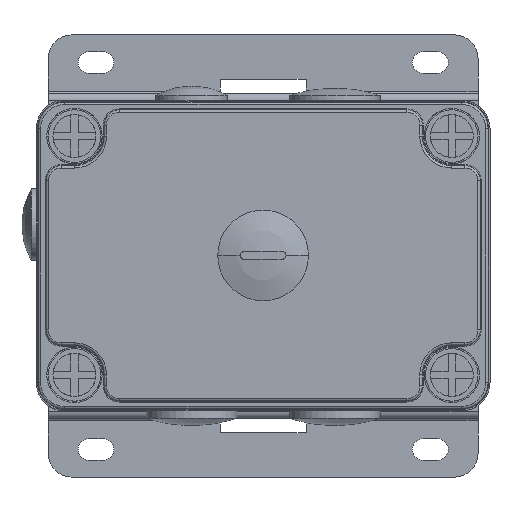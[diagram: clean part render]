
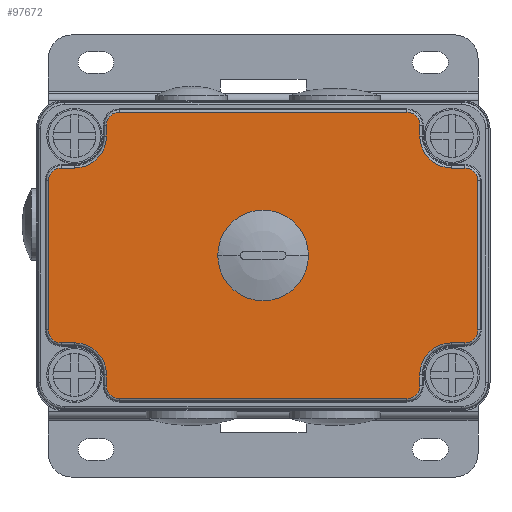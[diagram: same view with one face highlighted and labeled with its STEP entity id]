
A CAD part, top view. The second image highlights one B-rep face of the part: STEP entity #97672.
In plain terms, the highlighted face is planar.
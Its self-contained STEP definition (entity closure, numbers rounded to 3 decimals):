
#95383=CARTESIAN_POINT('',(0.,0.,0.));
#95384=DIRECTION('',(0.,0.,-1.));
#95385=DIRECTION('',(1.,0.,0.));
#95386=AXIS2_PLACEMENT_3D('',#95383,#95384,#95385);
#95388=CARTESIAN_POINT('',(0.,0.,0.));
#95389=DIRECTION('',(0.,0.,-1.));
#95390=DIRECTION('',(-1.,0.,0.));
#95391=AXIS2_PLACEMENT_3D('',#95388,#95389,#95390);
#95393=CARTESIAN_POINT('',(-42.257,15.601,0.));
#95394=DIRECTION('',(0.,0.,-1.));
#95395=DIRECTION('',(-1.,0.,0.));
#95396=AXIS2_PLACEMENT_3D('',#95393,#95394,#95395);
#95398=DIRECTION('',(0.,1.,0.));
#95399=VECTOR('',#95398,31.201);
#95400=CARTESIAN_POINT('',(-44.959,-15.601,0.));
#95401=LINE('',#95400,#95399);
#95402=CARTESIAN_POINT('',(-42.257,-15.601,0.));
#95403=DIRECTION('',(0.,0.,-1.));
#95404=DIRECTION('',(0.,-1.,0.));
#95405=AXIS2_PLACEMENT_3D('',#95402,#95403,#95404);
#95407=DIRECTION('',(-1.,0.,0.));
#95408=VECTOR('',#95407,2.757);
#95409=CARTESIAN_POINT('',(-39.5,-18.302,0.));
#95410=LINE('',#95409,#95408);
#95411=CARTESIAN_POINT('',(-39.5,-25.,0.));
#95412=DIRECTION('',(0.,0.,1.));
#95413=DIRECTION('',(1.,0.,0.));
#95414=AXIS2_PLACEMENT_3D('',#95411,#95412,#95413);
#95416=DIRECTION('',(0.,1.,0.));
#95417=VECTOR('',#95416,2.282);
#95418=CARTESIAN_POINT('',(-32.802,-27.282,0.));
#95419=LINE('',#95418,#95417);
#95420=CARTESIAN_POINT('',(-30.101,-27.282,0.));
#95421=DIRECTION('',(0.,0.,-1.));
#95422=DIRECTION('',(0.,-1.,0.));
#95423=AXIS2_PLACEMENT_3D('',#95420,#95421,#95422);
#95425=DIRECTION('',(-1.,0.,0.));
#95426=VECTOR('',#95425,60.201);
#95427=CARTESIAN_POINT('',(30.101,-29.984,0.));
#95428=LINE('',#95427,#95426);
#95429=CARTESIAN_POINT('',(30.101,-27.282,0.));
#95430=DIRECTION('',(0.,0.,-1.));
#95431=DIRECTION('',(1.,0.,0.));
#95432=AXIS2_PLACEMENT_3D('',#95429,#95430,#95431);
#95434=DIRECTION('',(0.,-1.,0.));
#95435=VECTOR('',#95434,2.282);
#95436=CARTESIAN_POINT('',(32.802,-25.,0.));
#95437=LINE('',#95436,#95435);
#95438=CARTESIAN_POINT('',(39.5,-25.,0.));
#95439=DIRECTION('',(0.,0.,1.));
#95440=DIRECTION('',(0.,1.,0.));
#95441=AXIS2_PLACEMENT_3D('',#95438,#95439,#95440);
#95443=DIRECTION('',(-1.,0.,0.));
#95444=VECTOR('',#95443,2.757);
#95445=CARTESIAN_POINT('',(42.257,-18.302,0.));
#95446=LINE('',#95445,#95444);
#95447=CARTESIAN_POINT('',(42.257,-15.601,0.));
#95448=DIRECTION('',(0.,0.,-1.));
#95449=DIRECTION('',(1.,0.,0.));
#95450=AXIS2_PLACEMENT_3D('',#95447,#95448,#95449);
#95452=DIRECTION('',(0.,-1.,0.));
#95453=VECTOR('',#95452,31.201);
#95454=CARTESIAN_POINT('',(44.959,15.601,0.));
#95455=LINE('',#95454,#95453);
#95456=CARTESIAN_POINT('',(42.257,15.601,0.));
#95457=DIRECTION('',(0.,0.,-1.));
#95458=DIRECTION('',(0.,1.,0.));
#95459=AXIS2_PLACEMENT_3D('',#95456,#95457,#95458);
#95461=DIRECTION('',(1.,0.,0.));
#95462=VECTOR('',#95461,2.757);
#95463=CARTESIAN_POINT('',(39.5,18.302,0.));
#95464=LINE('',#95463,#95462);
#95465=CARTESIAN_POINT('',(39.5,25.,0.));
#95466=DIRECTION('',(0.,0.,1.));
#95467=DIRECTION('',(-1.,0.,0.));
#95468=AXIS2_PLACEMENT_3D('',#95465,#95466,#95467);
#95470=DIRECTION('',(0.,-1.,0.));
#95471=VECTOR('',#95470,2.282);
#95472=CARTESIAN_POINT('',(32.802,27.282,0.));
#95473=LINE('',#95472,#95471);
#95474=CARTESIAN_POINT('',(30.101,27.282,0.));
#95475=DIRECTION('',(0.,0.,-1.));
#95476=DIRECTION('',(0.,1.,0.));
#95477=AXIS2_PLACEMENT_3D('',#95474,#95475,#95476);
#95479=DIRECTION('',(1.,0.,0.));
#95480=VECTOR('',#95479,60.201);
#95481=CARTESIAN_POINT('',(-30.101,29.984,0.));
#95482=LINE('',#95481,#95480);
#95483=CARTESIAN_POINT('',(-30.101,27.282,0.));
#95484=DIRECTION('',(0.,0.,-1.));
#95485=DIRECTION('',(-1.,0.,0.));
#95486=AXIS2_PLACEMENT_3D('',#95483,#95484,#95485);
#95488=DIRECTION('',(0.,1.,0.));
#95489=VECTOR('',#95488,2.282);
#95490=CARTESIAN_POINT('',(-32.802,25.,0.));
#95491=LINE('',#95490,#95489);
#95492=CARTESIAN_POINT('',(-39.5,25.,0.));
#95493=DIRECTION('',(0.,0.,1.));
#95494=DIRECTION('',(0.,-1.,0.));
#95495=AXIS2_PLACEMENT_3D('',#95492,#95493,#95494);
#95497=DIRECTION('',(1.,0.,0.));
#95498=VECTOR('',#95497,2.757);
#95499=CARTESIAN_POINT('',(-42.257,18.302,0.));
#95500=LINE('',#95499,#95498);
#97318=CARTESIAN_POINT('',(8.1,0.,0.));
#97319=CARTESIAN_POINT('',(-8.1,0.,0.));
#97320=VERTEX_POINT('',#97318);
#97321=VERTEX_POINT('',#97319);
#97470=CARTESIAN_POINT('',(-44.959,15.601,0.));
#97471=CARTESIAN_POINT('',(-42.257,18.302,0.));
#97472=VERTEX_POINT('',#97470);
#97473=VERTEX_POINT('',#97471);
#97478=CARTESIAN_POINT('',(-39.5,18.302,0.));
#97479=VERTEX_POINT('',#97478);
#97482=CARTESIAN_POINT('',(-32.802,25.,0.));
#97483=VERTEX_POINT('',#97482);
#97486=CARTESIAN_POINT('',(-32.802,27.282,0.));
#97487=VERTEX_POINT('',#97486);
#97490=CARTESIAN_POINT('',(-30.101,29.984,0.));
#97491=VERTEX_POINT('',#97490);
#97494=CARTESIAN_POINT('',(30.101,29.984,0.));
#97495=VERTEX_POINT('',#97494);
#97498=CARTESIAN_POINT('',(32.802,27.282,0.));
#97499=VERTEX_POINT('',#97498);
#97502=CARTESIAN_POINT('',(32.802,25.,0.));
#97503=VERTEX_POINT('',#97502);
#97506=CARTESIAN_POINT('',(39.5,18.302,0.));
#97507=VERTEX_POINT('',#97506);
#97510=CARTESIAN_POINT('',(42.257,18.302,0.));
#97511=VERTEX_POINT('',#97510);
#97514=CARTESIAN_POINT('',(44.959,15.601,0.));
#97515=VERTEX_POINT('',#97514);
#97518=CARTESIAN_POINT('',(44.959,-15.601,0.));
#97519=VERTEX_POINT('',#97518);
#97522=CARTESIAN_POINT('',(42.257,-18.302,0.));
#97523=VERTEX_POINT('',#97522);
#97526=CARTESIAN_POINT('',(39.5,-18.302,0.));
#97527=VERTEX_POINT('',#97526);
#97530=CARTESIAN_POINT('',(32.802,-25.,0.));
#97531=VERTEX_POINT('',#97530);
#97534=CARTESIAN_POINT('',(32.802,-27.282,0.));
#97535=VERTEX_POINT('',#97534);
#97538=CARTESIAN_POINT('',(30.101,-29.984,0.));
#97539=VERTEX_POINT('',#97538);
#97542=CARTESIAN_POINT('',(-30.101,-29.984,0.));
#97543=VERTEX_POINT('',#97542);
#97546=CARTESIAN_POINT('',(-32.802,-27.282,0.));
#97547=VERTEX_POINT('',#97546);
#97550=CARTESIAN_POINT('',(-32.802,-25.,0.));
#97551=VERTEX_POINT('',#97550);
#97554=CARTESIAN_POINT('',(-39.5,-18.302,0.));
#97555=VERTEX_POINT('',#97554);
#97558=CARTESIAN_POINT('',(-42.257,-18.302,0.));
#97559=VERTEX_POINT('',#97558);
#97562=CARTESIAN_POINT('',(-44.959,-15.601,0.));
#97563=VERTEX_POINT('',#97562);
#97612=CARTESIAN_POINT('',(0.,0.,0.));
#97613=DIRECTION('',(0.,0.,1.));
#97614=DIRECTION('',(0.,-1.,0.));
#97615=AXIS2_PLACEMENT_3D('',#97612,#97613,#97614);
#97616=PLANE('',#97615);
#97618=ORIENTED_EDGE('',*,*,#97617,.F.);
#97620=ORIENTED_EDGE('',*,*,#97619,.F.);
#97622=ORIENTED_EDGE('',*,*,#97621,.F.);
#97624=ORIENTED_EDGE('',*,*,#97623,.F.);
#97626=ORIENTED_EDGE('',*,*,#97625,.F.);
#97628=ORIENTED_EDGE('',*,*,#97627,.F.);
#97630=ORIENTED_EDGE('',*,*,#97629,.F.);
#97632=ORIENTED_EDGE('',*,*,#97631,.F.);
#97634=ORIENTED_EDGE('',*,*,#97633,.F.);
#97636=ORIENTED_EDGE('',*,*,#97635,.F.);
#97638=ORIENTED_EDGE('',*,*,#97637,.F.);
#97640=ORIENTED_EDGE('',*,*,#97639,.F.);
#97642=ORIENTED_EDGE('',*,*,#97641,.F.);
#97644=ORIENTED_EDGE('',*,*,#97643,.F.);
#97646=ORIENTED_EDGE('',*,*,#97645,.F.);
#97648=ORIENTED_EDGE('',*,*,#97647,.F.);
#97650=ORIENTED_EDGE('',*,*,#97649,.F.);
#97652=ORIENTED_EDGE('',*,*,#97651,.F.);
#97654=ORIENTED_EDGE('',*,*,#97653,.F.);
#97656=ORIENTED_EDGE('',*,*,#97655,.F.);
#97658=ORIENTED_EDGE('',*,*,#97657,.F.);
#97660=ORIENTED_EDGE('',*,*,#97659,.F.);
#97661=ORIENTED_EDGE('',*,*,#97602,.F.);
#97663=ORIENTED_EDGE('',*,*,#97662,.F.);
#97664=EDGE_LOOP('',(#97618,#97620,#97622,#97624,#97626,#97628,#97630,#97632,
#97634,#97636,#97638,#97640,#97642,#97644,#97646,#97648,#97650,#97652,#97654,
#97656,#97658,#97660,#97661,#97663));
#97665=FACE_OUTER_BOUND('',#97664,.F.);
#97667=ORIENTED_EDGE('',*,*,#97666,.T.);
#97669=ORIENTED_EDGE('',*,*,#97668,.T.);
#97670=EDGE_LOOP('',(#97667,#97669));
#97671=FACE_BOUND('',#97670,.F.);
#95387=CIRCLE('',#95386,8.1);
#95392=CIRCLE('',#95391,8.1);
#95397=CIRCLE('',#95396,2.702);
#95406=CIRCLE('',#95405,2.702);
#95415=CIRCLE('',#95414,6.698);
#95424=CIRCLE('',#95423,2.702);
#95433=CIRCLE('',#95432,2.702);
#95442=CIRCLE('',#95441,6.698);
#95451=CIRCLE('',#95450,2.702);
#95460=CIRCLE('',#95459,2.702);
#95469=CIRCLE('',#95468,6.698);
#95478=CIRCLE('',#95477,2.702);
#95487=CIRCLE('',#95486,2.702);
#95496=CIRCLE('',#95495,6.698);
#97602=EDGE_CURVE('',#97479,#97483,#95496,.T.);
#97617=EDGE_CURVE('',#97472,#97473,#95397,.T.);
#97619=EDGE_CURVE('',#97563,#97472,#95401,.T.);
#97621=EDGE_CURVE('',#97559,#97563,#95406,.T.);
#97623=EDGE_CURVE('',#97555,#97559,#95410,.T.);
#97625=EDGE_CURVE('',#97551,#97555,#95415,.T.);
#97627=EDGE_CURVE('',#97547,#97551,#95419,.T.);
#97629=EDGE_CURVE('',#97543,#97547,#95424,.T.);
#97631=EDGE_CURVE('',#97539,#97543,#95428,.T.);
#97633=EDGE_CURVE('',#97535,#97539,#95433,.T.);
#97635=EDGE_CURVE('',#97531,#97535,#95437,.T.);
#97637=EDGE_CURVE('',#97527,#97531,#95442,.T.);
#97639=EDGE_CURVE('',#97523,#97527,#95446,.T.);
#97641=EDGE_CURVE('',#97519,#97523,#95451,.T.);
#97643=EDGE_CURVE('',#97515,#97519,#95455,.T.);
#97645=EDGE_CURVE('',#97511,#97515,#95460,.T.);
#97647=EDGE_CURVE('',#97507,#97511,#95464,.T.);
#97649=EDGE_CURVE('',#97503,#97507,#95469,.T.);
#97651=EDGE_CURVE('',#97499,#97503,#95473,.T.);
#97653=EDGE_CURVE('',#97495,#97499,#95478,.T.);
#97655=EDGE_CURVE('',#97491,#97495,#95482,.T.);
#97657=EDGE_CURVE('',#97487,#97491,#95487,.T.);
#97659=EDGE_CURVE('',#97483,#97487,#95491,.T.);
#97662=EDGE_CURVE('',#97473,#97479,#95500,.T.);
#97666=EDGE_CURVE('',#97320,#97321,#95387,.T.);
#97668=EDGE_CURVE('',#97321,#97320,#95392,.T.);
#97672=ADVANCED_FACE('',(#97665,#97671),#97616,.F.);
